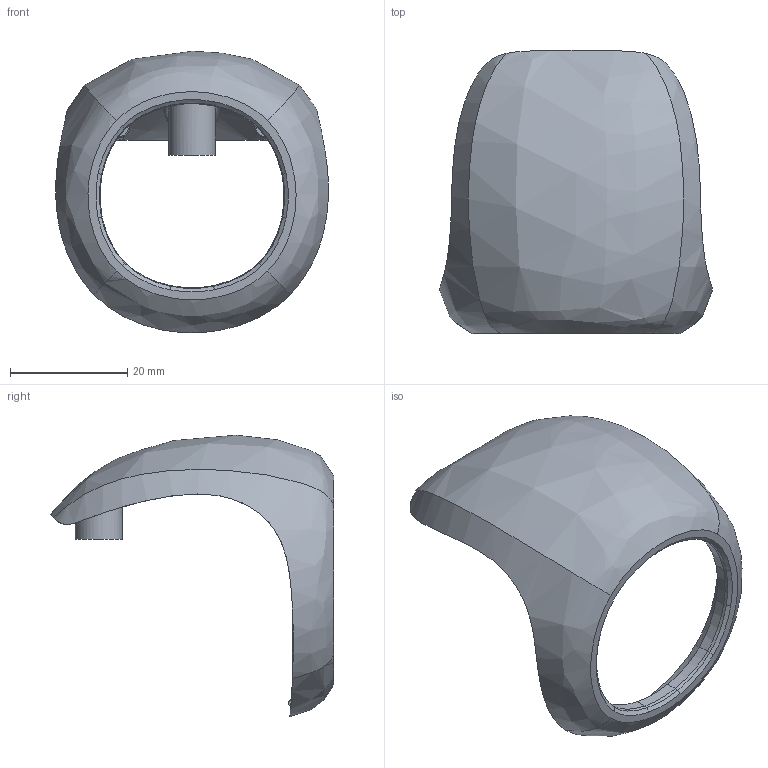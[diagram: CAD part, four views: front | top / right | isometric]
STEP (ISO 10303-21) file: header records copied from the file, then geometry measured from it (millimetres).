
FILE_DESCRIPTION(/* description */ (''),/* implementation_level */ '2;1');
FILE_NAME(/* name */ '头部前壳.step',/* time_stamp */ '2022-03-15T10:52:46+08:00',/* author */ (''),/* organization */ (''),/* preprocessor_version */ 'ST-DEVELOPER v18.1',/* originating_system */ 'Autodesk Translation Framework v10.13.0.1454',/* authorisation */ '');
FILE_SCHEMA (('AUTOMOTIVE_DESIGN { 1 0 10303 214 3 1 1 }'));
Length unit declared in the file: millimetre
Products named in the file (1): 头部前壳
Bounding box: 46.45 x 48.19 x 47.92 mm (x, y, z)
Volume: 9194.6 mm3; surface area: 7334.9 mm2
Topology: 1 solids, 1 shells, 130 faces, 320 edges, 196 vertices
Faces by surface type: bspline 92, plane 25, cylinder 9, sphere 4
Full cylindrical faces by diameter (mm): 1.5 x1, 1.6 x1, 8 x1
Entity records: 9641 total; most frequent: CARTESIAN_POINT 7220, ORIENTED_EDGE 640, EDGE_CURVE 320, DIRECTION 232, B_SPLINE_CURVE_WITH_KNOTS 199, VERTEX_POINT 196, EDGE_LOOP 136, FACE_OUTER_BOUND 130
